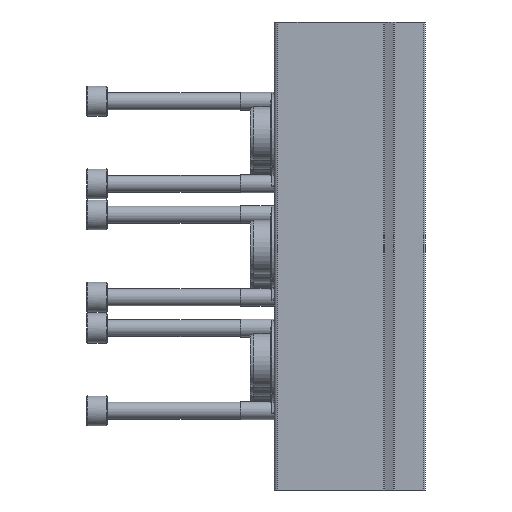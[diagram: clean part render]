
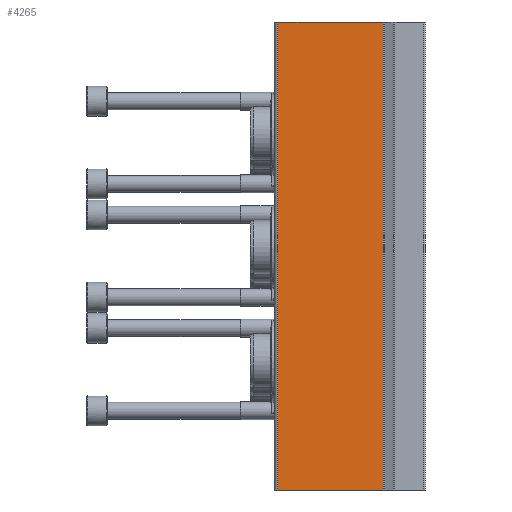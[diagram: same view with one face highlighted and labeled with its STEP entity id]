
A CAD part, left-side view. The second image highlights one B-rep face of the part: STEP entity #4265.
In plain terms, the highlighted planar face has unit normal (-1, 0, 0).
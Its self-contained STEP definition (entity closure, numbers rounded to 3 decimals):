
#152=PLANE('',#4602);
#576=ORIENTED_EDGE('',*,*,#1722,.F.);
#577=ORIENTED_EDGE('',*,*,#1721,.F.);
#578=ORIENTED_EDGE('',*,*,#1723,.T.);
#579=ORIENTED_EDGE('',*,*,#1724,.T.);
#1721=EDGE_CURVE('',#2294,#2292,#2706,.T.);
#1722=EDGE_CURVE('',#2292,#2295,#2707,.T.);
#1723=EDGE_CURVE('',#2294,#2296,#2708,.T.);
#1724=EDGE_CURVE('',#2296,#2295,#2709,.T.);
#2292=VERTEX_POINT('',#6736);
#2294=VERTEX_POINT('',#6740);
#2295=VERTEX_POINT('',#6744);
#2296=VERTEX_POINT('',#6746);
#2706=LINE('',#6741,#3001);
#2707=LINE('',#6743,#3002);
#2708=LINE('',#6745,#3003);
#2709=LINE('',#6747,#3004);
#3001=VECTOR('',#5169,1000.);
#3002=VECTOR('',#5172,1000.);
#3003=VECTOR('',#5173,1000.);
#3004=VECTOR('',#5174,1000.);
#3308=EDGE_LOOP('',(#576,#577,#578,#579));
#3743=FACE_BOUND('',#3308,.T.);
#4265=ADVANCED_FACE('',(#3743),#152,.T.);
#4602=AXIS2_PLACEMENT_3D('',#6742,#5170,#5171);
#5169=DIRECTION('',(0.,0.,1.));
#5170=DIRECTION('',(-1.,0.,0.));
#5171=DIRECTION('',(0.,0.,1.));
#5172=DIRECTION('',(0.,-1.,0.));
#5173=DIRECTION('',(0.,-1.,0.));
#5174=DIRECTION('',(0.,0.,1.));
#6736=CARTESIAN_POINT('',(-47.,41.5,0.));
#6740=CARTESIAN_POINT('',(-47.,41.5,-132.));
#6741=CARTESIAN_POINT('',(-47.,41.5,-132.));
#6742=CARTESIAN_POINT('',(-47.,41.5,-132.));
#6743=CARTESIAN_POINT('',(-47.,41.5,0.));
#6744=CARTESIAN_POINT('',(-47.,11.858,0.));
#6745=CARTESIAN_POINT('',(-47.,41.5,-132.));
#6746=CARTESIAN_POINT('',(-47.,11.858,-132.));
#6747=CARTESIAN_POINT('',(-47.,11.858,-132.));
